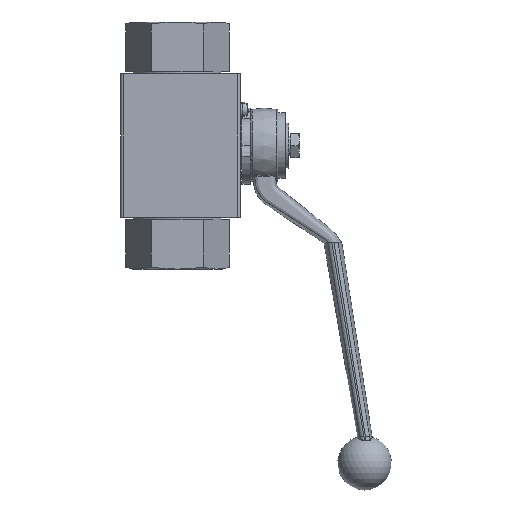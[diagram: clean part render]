
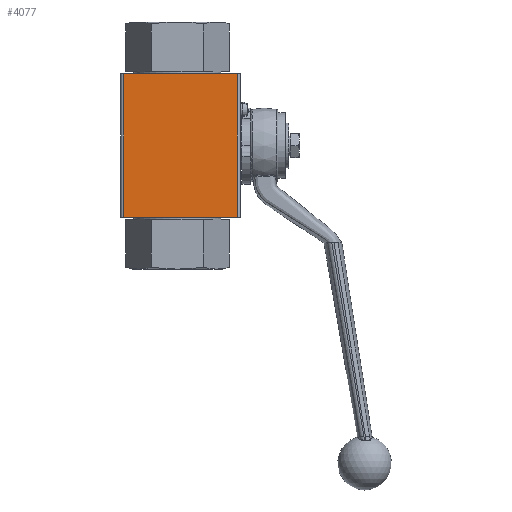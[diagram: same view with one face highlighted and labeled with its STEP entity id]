
A CAD part, left-side view. The second image highlights one B-rep face of the part: STEP entity #4077.
In plain terms, the highlighted planar face has unit normal (-1, 0, 0).
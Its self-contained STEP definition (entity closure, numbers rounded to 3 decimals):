
#222=FACE_OUTER_BOUND('',#454,.T.);
#454=EDGE_LOOP('',(#2718,#2719,#2720,#2721));
#979=LINE('',#6143,#1276);
#986=LINE('',#6166,#1283);
#988=LINE('',#6173,#1285);
#989=LINE('',#6174,#1286);
#1276=VECTOR('',#4924,10.);
#1283=VECTOR('',#4945,10.);
#1285=VECTOR('',#4953,10.);
#1286=VECTOR('',#4954,10.);
#1608=VERTEX_POINT('',#6140);
#1609=VERTEX_POINT('',#6142);
#1617=VERTEX_POINT('',#6162);
#1620=VERTEX_POINT('',#6172);
#2025=EDGE_CURVE('',#1609,#1608,#979,.T.);
#2037=EDGE_CURVE('',#1609,#1617,#986,.T.);
#2040=EDGE_CURVE('',#1620,#1608,#988,.T.);
#2041=EDGE_CURVE('',#1620,#1617,#989,.T.);
#2718=ORIENTED_EDGE('',*,*,#2040,.F.);
#2719=ORIENTED_EDGE('',*,*,#2041,.T.);
#2720=ORIENTED_EDGE('',*,*,#2037,.F.);
#2721=ORIENTED_EDGE('',*,*,#2025,.T.);
#3774=PLANE('',#4377);
#4077=ADVANCED_FACE('',(#222),#3774,.T.);
#4377=AXIS2_PLACEMENT_3D('',#6171,#4951,#4952);
#4924=DIRECTION('',(0.,1.,0.));
#4945=DIRECTION('',(0.,0.,-1.));
#4951=DIRECTION('center_axis',(-1.,0.,0.));
#4952=DIRECTION('ref_axis',(0.,0.,1.));
#4953=DIRECTION('',(0.,0.,1.));
#4954=DIRECTION('',(0.,-1.,0.));
#6140=CARTESIAN_POINT('',(-17.5,18.,24.));
#6142=CARTESIAN_POINT('',(-17.5,-20.,24.));
#6143=CARTESIAN_POINT('',(-17.5,19.,24.));
#6162=CARTESIAN_POINT('',(-17.5,-20.,-24.));
#6166=CARTESIAN_POINT('',(-17.5,-20.,0.));
#6171=CARTESIAN_POINT('Origin',(-17.5,-21.,0.));
#6172=CARTESIAN_POINT('',(-17.5,18.,-24.));
#6173=CARTESIAN_POINT('',(-17.5,18.,0.));
#6174=CARTESIAN_POINT('',(-17.5,19.,-24.));
